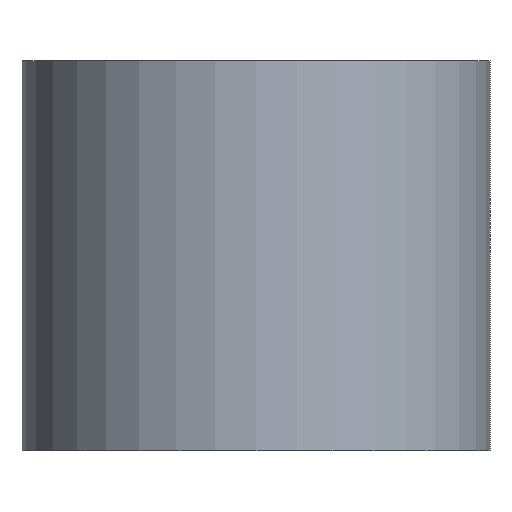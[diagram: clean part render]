
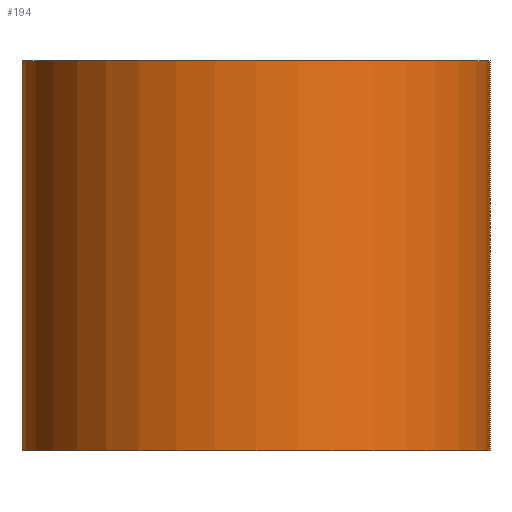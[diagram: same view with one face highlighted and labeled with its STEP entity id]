
A CAD part, front view. The second image highlights one B-rep face of the part: STEP entity #194.
In plain terms, the highlighted cylindrical face has radius 1.2 mm (diameter 2.4 mm), a partial arc.
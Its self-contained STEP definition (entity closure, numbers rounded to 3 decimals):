
#5 = ORIENTED_EDGE ( 'NONE', *, *, #39, .F. ) ;
#20 = DIRECTION ( 'NONE',  ( 0., 0., 1. ) ) ;
#21 = ORIENTED_EDGE ( 'NONE', *, *, #135, .F. ) ;
#22 = CARTESIAN_POINT ( 'NONE',  ( 0., 0., -2. ) ) ;
#30 = DIRECTION ( 'NONE',  ( 0., 0., 1. ) ) ;
#39 = EDGE_CURVE ( 'NONE', #113, #164, #68, .T. ) ;
#41 = DIRECTION ( 'NONE',  ( 0., 0., 1. ) ) ;
#43 = CARTESIAN_POINT ( 'NONE',  ( 0., 0., -2. ) ) ;
#56 = CARTESIAN_POINT ( 'NONE',  ( 1.2, 0., -2. ) ) ;
#57 = CARTESIAN_POINT ( 'NONE',  ( -1.2, 0., 0. ) ) ;
#63 = EDGE_CURVE ( 'NONE', #97, #196, #189, .T. ) ;
#64 = VECTOR ( 'NONE', #30, 1000. ) ;
#65 = EDGE_CURVE ( 'NONE', #113, #97, #185, .T. ) ;
#67 = CIRCLE ( 'NONE', #168, 1.2 ) ;
#68 = LINE ( 'NONE', #93, #64 ) ;
#83 = VECTOR ( 'NONE', #20, 1000. ) ;
#86 = DIRECTION ( 'NONE',  ( 1., 0., 0. ) ) ;
#87 = ORIENTED_EDGE ( 'NONE', *, *, #65, .T. ) ;
#88 = DIRECTION ( 'NONE',  ( 0., 0., 1. ) ) ;
#93 = CARTESIAN_POINT ( 'NONE',  ( -1.2, 0., -2. ) ) ;
#97 = VERTEX_POINT ( 'NONE', #56 ) ;
#103 = DIRECTION ( 'NONE',  ( 1., 0., 0. ) ) ;
#107 = EDGE_LOOP ( 'NONE', ( #5, #87, #136, #21 ) ) ;
#113 = VERTEX_POINT ( 'NONE', #156 ) ;
#124 = DIRECTION ( 'NONE',  ( 0., 0., 1. ) ) ;
#135 = EDGE_CURVE ( 'NONE', #164, #196, #67, .T. ) ;
#136 = ORIENTED_EDGE ( 'NONE', *, *, #63, .T. ) ;
#141 = CARTESIAN_POINT ( 'NONE',  ( 0., 0., 0. ) ) ;
#156 = CARTESIAN_POINT ( 'NONE',  ( -1.2, 0., -2. ) ) ;
#160 = AXIS2_PLACEMENT_3D ( 'NONE', #43, #124, #86 ) ;
#164 = VERTEX_POINT ( 'NONE', #57 ) ;
#168 = AXIS2_PLACEMENT_3D ( 'NONE', #141, #88, #103 ) ;
#174 = FACE_OUTER_BOUND ( 'NONE', #107, .T. ) ;
#185 = CIRCLE ( 'NONE', #192, 1.2 ) ;
#189 = LINE ( 'NONE', #191, #83 ) ;
#191 = CARTESIAN_POINT ( 'NONE',  ( 1.2, 0., -2. ) ) ;
#192 = AXIS2_PLACEMENT_3D ( 'NONE', #22, #41, #199 ) ;
#194 = ADVANCED_FACE ( 'NONE', ( #174 ), #206, .T. ) ;
#196 = VERTEX_POINT ( 'NONE', #209 ) ;
#199 = DIRECTION ( 'NONE',  ( 1., 0., 0. ) ) ;
#206 = CYLINDRICAL_SURFACE ( 'NONE', #160, 1.2 ) ;
#209 = CARTESIAN_POINT ( 'NONE',  ( 1.2, 0., 0. ) ) ;
